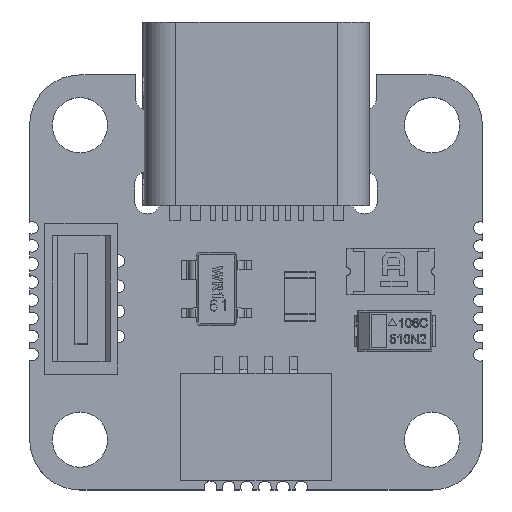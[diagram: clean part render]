
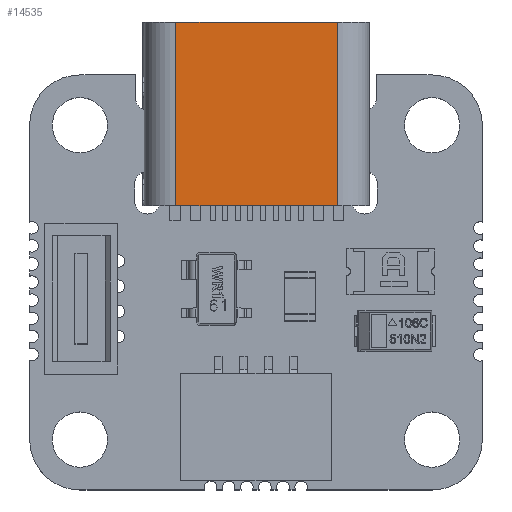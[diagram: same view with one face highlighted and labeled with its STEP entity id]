
A CAD part, top view. The second image highlights one B-rep face of the part: STEP entity #14535.
In plain terms, the highlighted face is planar.
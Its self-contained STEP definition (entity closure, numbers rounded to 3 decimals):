
#1010=PLANE('',#15501);
#1573=FACE_OUTER_BOUND('',#2373,.T.);
#2373=EDGE_LOOP('',(#10828,#10829,#10830,#10831));
#3417=LINE('',#19874,#5034);
#3596=LINE('',#20321,#5213);
#3598=LINE('',#20325,#5215);
#3599=LINE('',#20327,#5216);
#5034=VECTOR('',#16438,1.);
#5213=VECTOR('',#16881,1.);
#5215=VECTOR('',#16887,1.);
#5216=VECTOR('',#16890,1.);
#6635=VERTEX_POINT('',#19871);
#6636=VERTEX_POINT('',#19873);
#6771=VERTEX_POINT('',#20318);
#6772=VERTEX_POINT('',#20320);
#8083=EDGE_CURVE('',#6635,#6636,#3417,.T.);
#8307=EDGE_CURVE('',#6771,#6772,#3596,.T.);
#8310=EDGE_CURVE('',#6636,#6771,#3598,.T.);
#8311=EDGE_CURVE('',#6772,#6635,#3599,.T.);
#10828=ORIENTED_EDGE('',*,*,#8310,.F.);
#10829=ORIENTED_EDGE('',*,*,#8083,.F.);
#10830=ORIENTED_EDGE('',*,*,#8311,.F.);
#10831=ORIENTED_EDGE('',*,*,#8307,.F.);
#14535=ADVANCED_FACE('',(#1573),#1010,.T.);
#15501=AXIS2_PLACEMENT_3D('',#20333,#16900,#16901);
#16438=DIRECTION('',(1.,0.,0.));
#16881=DIRECTION('',(-1.,0.,0.));
#16887=DIRECTION('',(0.,0.,1.));
#16890=DIRECTION('',(0.,0.,-1.));
#16900=DIRECTION('center_axis',(0.,1.,0.));
#16901=DIRECTION('ref_axis',(1.,0.,0.));
#19871=CARTESIAN_POINT('',(1.255,3.21,-7.3));
#19873=CARTESIAN_POINT('',(7.685,3.21,-7.3));
#19874=CARTESIAN_POINT('',(8.94,3.21,-7.3));
#20318=CARTESIAN_POINT('',(7.685,3.21,0.));
#20320=CARTESIAN_POINT('',(1.255,3.21,0.));
#20321=CARTESIAN_POINT('',(8.94,3.21,0.));
#20325=CARTESIAN_POINT('',(7.685,3.21,0.));
#20327=CARTESIAN_POINT('',(1.255,3.21,0.));
#20333=CARTESIAN_POINT('Origin',(0.,3.21,0.));
